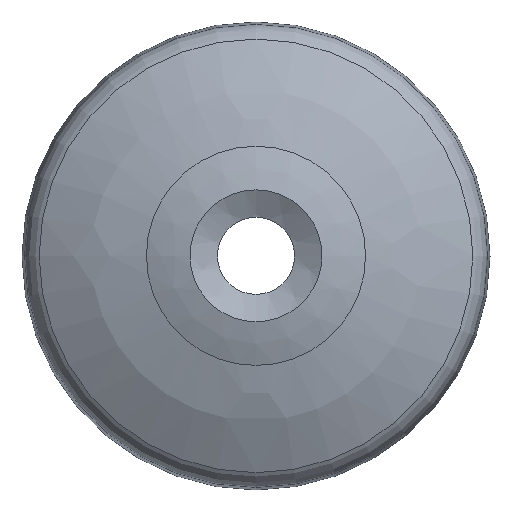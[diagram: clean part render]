
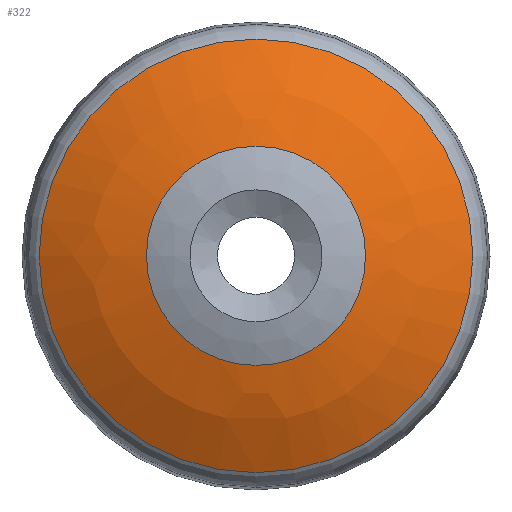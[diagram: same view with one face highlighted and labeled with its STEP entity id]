
A CAD part, top view. The second image highlights one B-rep face of the part: STEP entity #322.
In plain terms, the highlighted free-form (B-spline) face has degree [2, 2] with [3, 9] control points.
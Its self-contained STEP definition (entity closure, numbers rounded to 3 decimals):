
#18=(
BOUNDED_SURFACE()
B_SPLINE_SURFACE(2,2,((#633,#634,#635,#636,#637,#638,#639,#640,#641),(#642,
#643,#644,#645,#646,#647,#648,#649,#650),(#651,#652,#653,#654,#655,#656,
#657,#658,#659)),.UNSPECIFIED.,.F.,.T.,.F.)
B_SPLINE_SURFACE_WITH_KNOTS((3,3),(3,2,2,2,3),(1.044,1.368),
(-3.142,-1.571,0.,1.571,3.142),
 .UNSPECIFIED.)
GEOMETRIC_REPRESENTATION_ITEM()
RATIONAL_B_SPLINE_SURFACE(((1.,0.707,1.,0.707,1.,
0.707,1.,0.707,1.),(0.987,0.698,
0.987,0.698,0.987,0.698,0.987,
0.698,0.987),(1.,0.707,1.,0.707,
1.,0.707,1.,0.707,1.)))
REPRESENTATION_ITEM('')
SURFACE()
);
#56=FACE_OUTER_BOUND('',#74,.T.);
#74=EDGE_LOOP('',(#277,#278,#279,#280,#281,#282,#283));
#111=CIRCLE('',#388,18.5);
#113=CIRCLE('',#390,18.5);
#114=CIRCLE('',#391,36.597);
#115=CIRCLE('',#392,36.597);
#116=CIRCLE('',#393,60.);
#117=CIRCLE('',#394,36.597);
#149=VERTEX_POINT('',#628);
#150=VERTEX_POINT('',#629);
#151=VERTEX_POINT('',#660);
#152=VERTEX_POINT('',#661);
#153=VERTEX_POINT('',#663);
#194=EDGE_CURVE('',#149,#150,#111,.T.);
#196=EDGE_CURVE('',#150,#149,#113,.T.);
#197=EDGE_CURVE('',#151,#152,#114,.T.);
#198=EDGE_CURVE('',#152,#153,#115,.T.);
#199=EDGE_CURVE('',#153,#150,#116,.T.);
#200=EDGE_CURVE('',#153,#151,#117,.T.);
#277=ORIENTED_EDGE('',*,*,#197,.T.);
#278=ORIENTED_EDGE('',*,*,#198,.T.);
#279=ORIENTED_EDGE('',*,*,#199,.T.);
#280=ORIENTED_EDGE('',*,*,#194,.F.);
#281=ORIENTED_EDGE('',*,*,#196,.F.);
#282=ORIENTED_EDGE('',*,*,#199,.F.);
#283=ORIENTED_EDGE('',*,*,#200,.T.);
#322=ADVANCED_FACE('',(#56),#18,.F.);
#388=AXIS2_PLACEMENT_3D('',#630,#494,#495);
#390=AXIS2_PLACEMENT_3D('',#632,#498,#499);
#391=AXIS2_PLACEMENT_3D('',#662,#500,#501);
#392=AXIS2_PLACEMENT_3D('',#664,#502,#503);
#393=AXIS2_PLACEMENT_3D('',#665,#504,#505);
#394=AXIS2_PLACEMENT_3D('',#666,#506,#507);
#494=DIRECTION('center_axis',(0.,0.,1.));
#495=DIRECTION('ref_axis',(0.,-1.,0.));
#498=DIRECTION('center_axis',(0.,0.,1.));
#499=DIRECTION('ref_axis',(0.,-1.,0.));
#500=DIRECTION('center_axis',(0.,0.,1.));
#501=DIRECTION('ref_axis',(0.,-1.,0.));
#502=DIRECTION('center_axis',(0.,0.,1.));
#503=DIRECTION('ref_axis',(0.,-1.,0.));
#504=DIRECTION('center_axis',(0.,1.,0.));
#505=DIRECTION('ref_axis',(-1.,0.,0.));
#506=DIRECTION('center_axis',(0.,0.,1.));
#507=DIRECTION('ref_axis',(0.,-1.,0.));
#628=CARTESIAN_POINT('',(0.,-18.5,15.8));
#629=CARTESIAN_POINT('',(-18.5,0.,15.8));
#630=CARTESIAN_POINT('Origin',(0.,0.,15.8));
#632=CARTESIAN_POINT('Origin',(0.,0.,15.8));
#633=CARTESIAN_POINT('Ctrl Pts',(-36.597,0.,
8.886));
#634=CARTESIAN_POINT('Ctrl Pts',(-36.597,-36.597,8.886));
#635=CARTESIAN_POINT('Ctrl Pts',(0.,-36.597,
8.886));
#636=CARTESIAN_POINT('Ctrl Pts',(36.597,-36.597,8.886));
#637=CARTESIAN_POINT('Ctrl Pts',(36.597,0.,
8.886));
#638=CARTESIAN_POINT('Ctrl Pts',(36.597,36.597,8.886));
#639=CARTESIAN_POINT('Ctrl Pts',(0.,36.597,8.886));
#640=CARTESIAN_POINT('Ctrl Pts',(-36.597,36.597,8.886));
#641=CARTESIAN_POINT('Ctrl Pts',(-36.597,0.,
8.886));
#642=CARTESIAN_POINT('Ctrl Pts',(-28.114,0.,
13.823));
#643=CARTESIAN_POINT('Ctrl Pts',(-28.114,-28.114,13.823));
#644=CARTESIAN_POINT('Ctrl Pts',(0.,-28.114,
13.823));
#645=CARTESIAN_POINT('Ctrl Pts',(28.114,-28.114,13.823));
#646=CARTESIAN_POINT('Ctrl Pts',(28.114,0.,
13.823));
#647=CARTESIAN_POINT('Ctrl Pts',(28.114,28.114,13.823));
#648=CARTESIAN_POINT('Ctrl Pts',(0.,28.114,
13.823));
#649=CARTESIAN_POINT('Ctrl Pts',(-28.114,28.114,13.823));
#650=CARTESIAN_POINT('Ctrl Pts',(-28.114,0.,
13.823));
#651=CARTESIAN_POINT('Ctrl Pts',(-18.5,0.,
15.8));
#652=CARTESIAN_POINT('Ctrl Pts',(-18.5,-18.5,15.8));
#653=CARTESIAN_POINT('Ctrl Pts',(0.,-18.5,
15.8));
#654=CARTESIAN_POINT('Ctrl Pts',(18.5,-18.5,15.8));
#655=CARTESIAN_POINT('Ctrl Pts',(18.5,0.,
15.8));
#656=CARTESIAN_POINT('Ctrl Pts',(18.5,18.5,15.8));
#657=CARTESIAN_POINT('Ctrl Pts',(0.,18.5,
15.8));
#658=CARTESIAN_POINT('Ctrl Pts',(-18.5,18.5,15.8));
#659=CARTESIAN_POINT('Ctrl Pts',(-18.5,0.,
15.8));
#660=CARTESIAN_POINT('',(0.,-36.597,8.886));
#661=CARTESIAN_POINT('',(0.,36.597,8.886));
#662=CARTESIAN_POINT('Origin',(0.,0.,8.886));
#663=CARTESIAN_POINT('',(-36.597,0.,8.886));
#664=CARTESIAN_POINT('Origin',(0.,0.,8.886));
#665=CARTESIAN_POINT('Origin',(-6.414,0.,
-42.97));
#666=CARTESIAN_POINT('Origin',(0.,0.,8.886));
